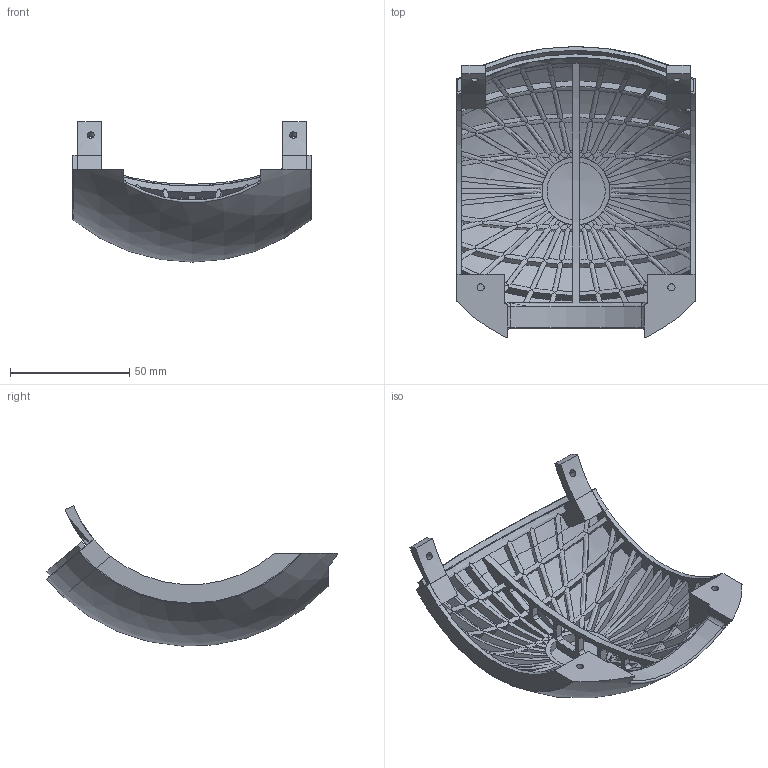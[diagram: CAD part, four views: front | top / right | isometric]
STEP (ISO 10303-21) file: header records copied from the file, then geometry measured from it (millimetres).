
FILE_DESCRIPTION(/* description */ (''),/* implementation_level */ '2;1');
FILE_NAME(/* name */ 'Head_back v4.step',/* time_stamp */ '2018-10-19T17:18:02+11:00',/* author */ ('TaylorY96'),/* organization */ (''),/* preprocessor_version */ 'ST-DEVELOPER v17.2',/* originating_system */ 'Autodesk Translation Framework v7.6.0.251',/* authorisation */ '');
FILE_SCHEMA (('AUTOMOTIVE_DESIGN { 1 0 10303 214 3 1 1 }'));
Length unit declared in the file: millimetre
Products named in the file (2): Head_back; Head Back V2
Assembly tree (1 placements, depth 2):
  Head_back
    Head Back V2
Bounding box: 100 x 122.01 x 58.76 mm (x, y, z)
Volume: 58538.5 mm3; surface area: 49542.2 mm2
Topology: 1 solids, 1 shells, 822 faces, 2098 edges, 1275 vertices
Faces by surface type: plane 417, cylinder 268, sphere 95, bspline 28, torus 14
Full cylindrical faces by diameter (mm): 3 x6
Entity records: 26191 total; most frequent: CARTESIAN_POINT 5361, DIRECTION 4976, ORIENTED_EDGE 4196, AXIS2_PLACEMENT_3D 2147, EDGE_CURVE 2098, VERTEX_POINT 1275, CIRCLE 1251, EDGE_LOOP 839
